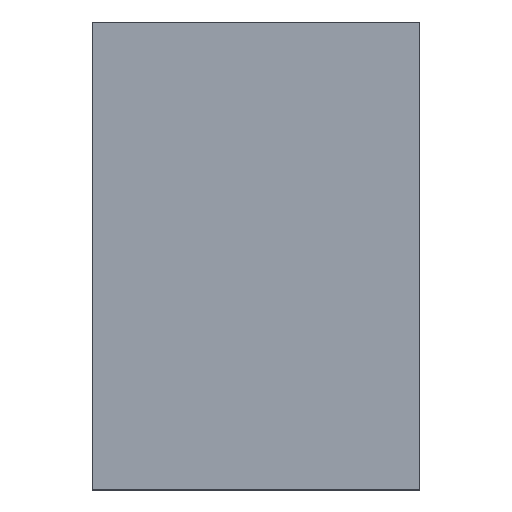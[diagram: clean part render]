
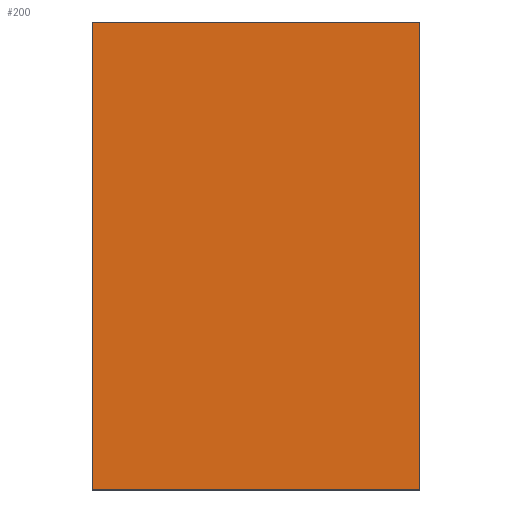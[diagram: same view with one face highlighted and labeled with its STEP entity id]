
A CAD part, top view. The second image highlights one B-rep face of the part: STEP entity #200.
In plain terms, the highlighted planar face has unit normal (0, 0, 1).
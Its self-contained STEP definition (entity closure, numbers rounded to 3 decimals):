
#81 = VERTEX_POINT('',#82);
#82 = CARTESIAN_POINT('',(114.,-50.,0.));
#99 = VERTEX_POINT('',#100);
#100 = CARTESIAN_POINT('',(114.,-70.,0.));
#106 = EDGE_CURVE('',#81,#99,#107,.T.);
#107 = LINE('',#108,#109);
#108 = CARTESIAN_POINT('',(114.,-50.,0.));
#109 = VECTOR('',#110,1.);
#110 = DIRECTION('',(0.,-1.,0.));
#121 = VERTEX_POINT('',#122);
#122 = CARTESIAN_POINT('',(100.,-70.,0.));
#137 = EDGE_CURVE('',#121,#99,#138,.T.);
#138 = LINE('',#139,#140);
#139 = CARTESIAN_POINT('',(100.,-70.,0.));
#140 = VECTOR('',#141,1.);
#141 = DIRECTION('',(1.,0.,0.));
#152 = VERTEX_POINT('',#153);
#153 = CARTESIAN_POINT('',(100.,-50.,0.));
#168 = EDGE_CURVE('',#152,#121,#169,.T.);
#169 = LINE('',#170,#171);
#170 = CARTESIAN_POINT('',(100.,-50.,0.));
#171 = VECTOR('',#172,1.);
#172 = DIRECTION('',(0.,-1.,0.));
#190 = EDGE_CURVE('',#152,#81,#191,.T.);
#191 = LINE('',#192,#193);
#192 = CARTESIAN_POINT('',(100.,-50.,0.));
#193 = VECTOR('',#194,1.);
#194 = DIRECTION('',(1.,0.,0.));
#200 = ADVANCED_FACE('',(#201),#207,.F.);
#201 = FACE_BOUND('',#202,.F.);
#202 = EDGE_LOOP('',(#203,#204,#205,#206));
#203 = ORIENTED_EDGE('',*,*,#106,.T.);
#204 = ORIENTED_EDGE('',*,*,#137,.F.);
#205 = ORIENTED_EDGE('',*,*,#168,.F.);
#206 = ORIENTED_EDGE('',*,*,#190,.T.);
#207 = PLANE('',#208);
#208 = AXIS2_PLACEMENT_3D('',#209,#210,#211);
#209 = CARTESIAN_POINT('',(107.,-60.,0.));
#210 = DIRECTION('',(-0.,-0.,-1.));
#211 = DIRECTION('',(-1.,0.,0.));
